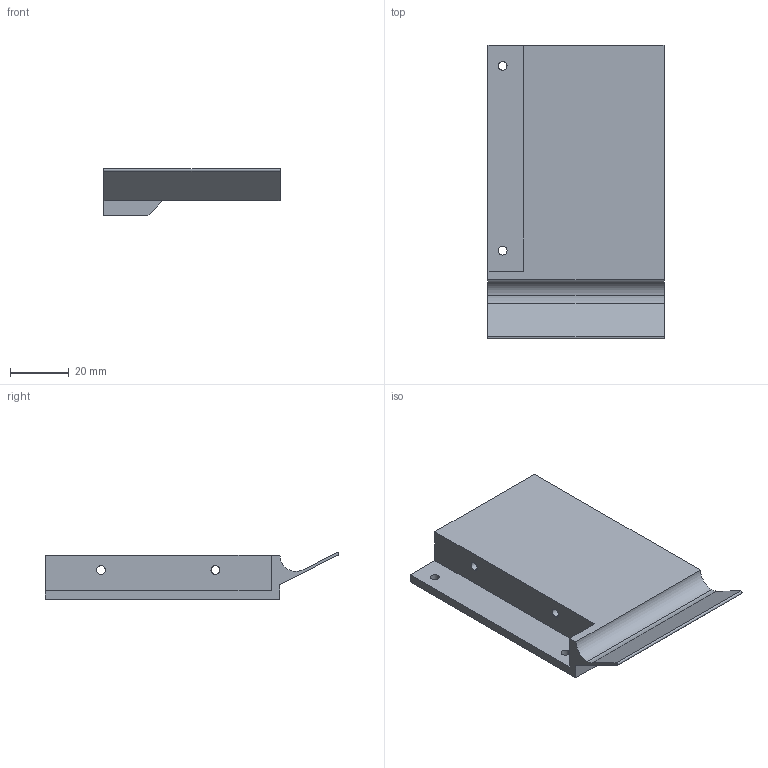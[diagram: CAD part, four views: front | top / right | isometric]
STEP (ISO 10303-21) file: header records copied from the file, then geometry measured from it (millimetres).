
FILE_DESCRIPTION (( 'STEP AP214' ), '1' );
FILE_NAME ('sled_floor.STEP', '2022-11-24T16:48:24', ( '' ), ( '' ), 'SwSTEP 2.0', 'SolidWorks 2020', '' );
FILE_SCHEMA (( 'AUTOMOTIVE_DESIGN' ));
Length unit declared in the file: millimetre
Products named in the file (1): sled_floor
Bounding box: 60 x 100.05 x 16 mm (x, y, z)
Volume: 42518.8 mm3; surface area: 16861.9 mm2
Topology: 1 solids, 1 shells, 35 faces, 95 edges, 63 vertices
Faces by surface type: plane 18, cylinder 17
Entity records: 1215 total; most frequent: CARTESIAN_POINT 258, ORIENTED_EDGE 190, DIRECTION 189, EDGE_CURVE 95, AXIS2_PLACEMENT_3D 64, VERTEX_POINT 63, LINE 61, VECTOR 61
